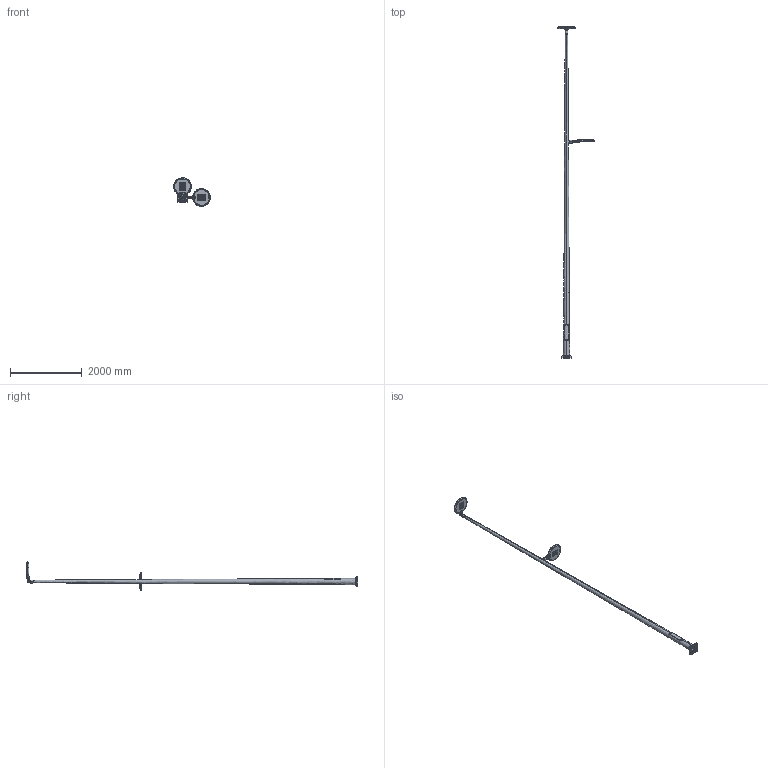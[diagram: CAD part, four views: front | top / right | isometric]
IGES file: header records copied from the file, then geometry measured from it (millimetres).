
Start section: SolidWorks IGES file using analytic representation for surfaces
Global section: file name: tora-2-9(100)-6(60)-(Ê240-180-4õ25)-ö+ïî.IGS; native system: SolidWorks 2020; preprocessor: SolidWorks 2020; author: Åêàòåðèíà; date: 210713.090139; units: millimetre
Bounding box: 1018.57 x 9223.01 x 793.68 mm (x, y, z)
Surface area: 8593282.7 mm2 (no closed solid volume)
Topology: 0 solids, 0 shells, 1844 faces, 32972 edges, 32944 vertices
Faces by surface type: revolution 1037, bspline 807
